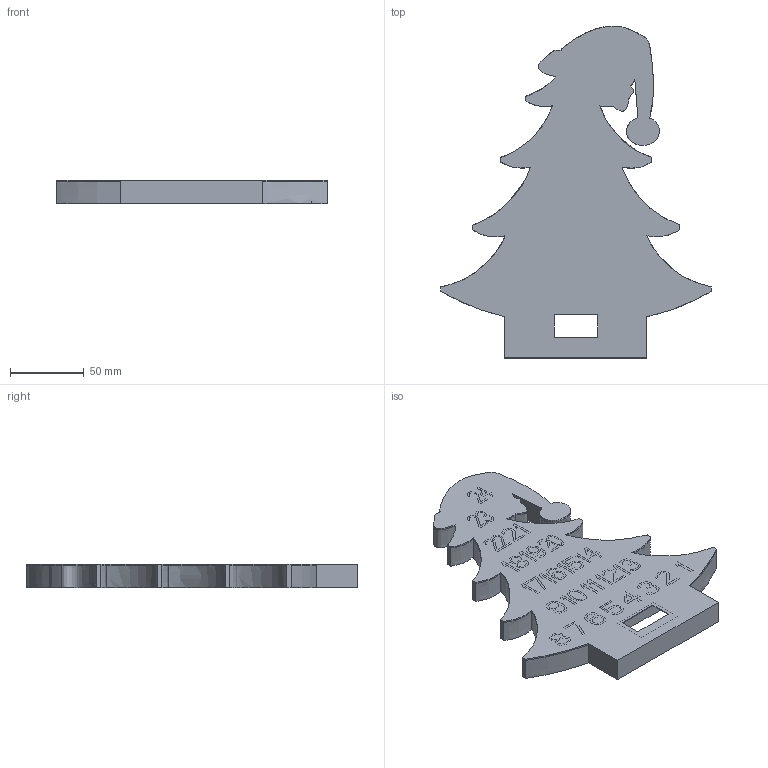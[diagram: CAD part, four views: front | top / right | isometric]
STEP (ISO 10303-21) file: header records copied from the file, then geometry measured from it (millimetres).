
FILE_DESCRIPTION((''),'2;1');
FILE_NAME('CALENDARIO_AVVENTO','2022-11-12T12:35:46',('alexb'),(''),'CREO PARAMETRIC BY PTC INC, 2022164','CREO PARAMETRIC BY PTC INC, 2022164','');
FILE_SCHEMA(('CONFIG_CONTROL_DESIGN'));
Length unit declared in the file: millimetre
Products named in the file (1): CALENDARIO_AVVENTO
Bounding box: 183.48 x 225.39 x 16 mm (x, y, z)
Volume: 64785.1 mm3; surface area: 113611.1 mm2
Topology: 1 solids, 2 shells, 1471 faces, 4195 edges, 2789 vertices
Faces by surface type: plane 1354, extrusion 87, cylinder 30
Entity records: 53367 total; most frequent: CARTESIAN_POINT 15169, ORIENTED_EDGE 8390, DIRECTION 6964, EDGE_CURVE 4195, VECTOR 4076, LINE 3989, VERTEX_POINT 2789, EDGE_LOOP 1534
